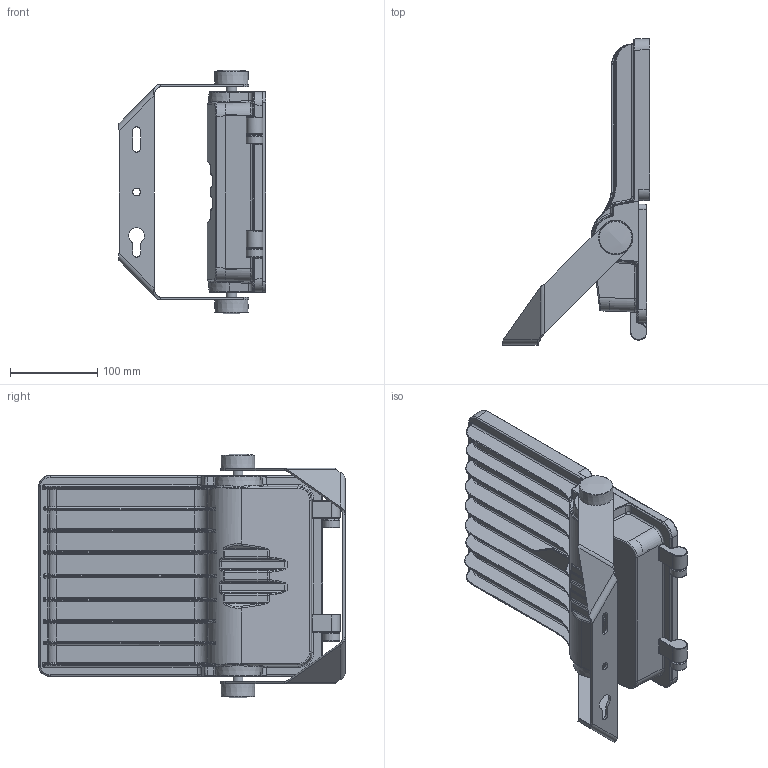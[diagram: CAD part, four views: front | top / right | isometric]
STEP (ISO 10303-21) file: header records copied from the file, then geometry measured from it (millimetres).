
FILE_DESCRIPTION (( 'STEP AP214' ), '1' );
FILE_NAME ('FL_FLEX_40W.STEP', '2024-09-12T08:51:15', ( '' ), ( '' ), 'SwSTEP 2.0', 'SolidWorks 2022', '' );
FILE_SCHEMA (( 'AUTOMOTIVE_DESIGN' ));
Length unit declared in the file: millimetre
Products named in the file (1): FL_FLEX_40W
Bounding box: 168.42 x 350.87 x 278.68 mm (x, y, z)
Volume: 1158787.5 mm3; surface area: 520011 mm2
Topology: 8 solids, 8 shells, 877 faces, 2077 edges, 1226 vertices
Faces by surface type: bspline 326, cylinder 302, plane 210, torus 17, cone 16, sphere 6
Full cylindrical faces by diameter (mm): 9.5 x2, 12.5 x2
Entity records: 59872 total; most frequent: CARTESIAN_POINT 32686, ORIENTED_EDGE 4130, DIRECTION 2904, EDGE_CURVE 2065, VERTEX_POINT 1224, AXIS2_PLACEMENT_3D 1054, EDGE_LOOP 913, UNCERTAINTY_MEASURE_WITH_UNIT 887
